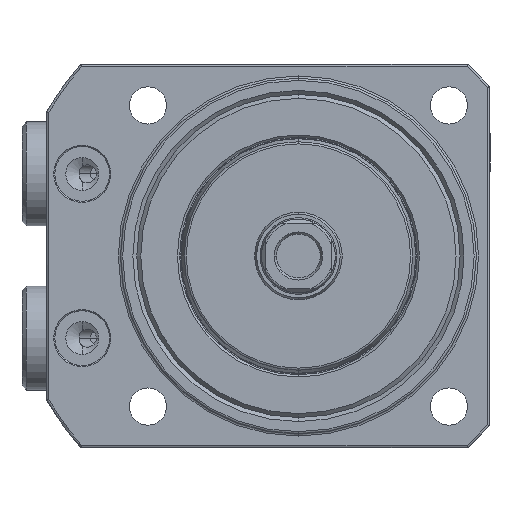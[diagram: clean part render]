
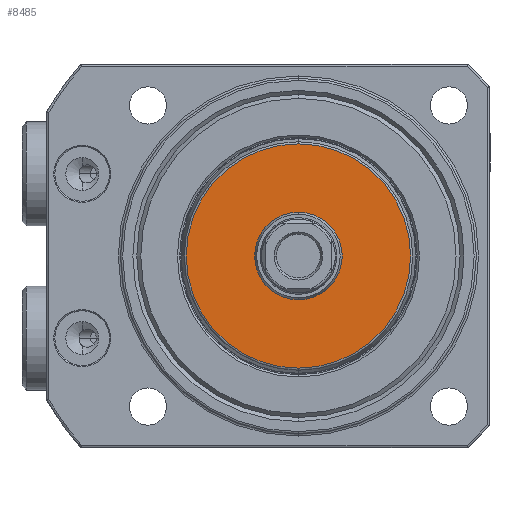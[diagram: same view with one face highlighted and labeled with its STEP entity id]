
A CAD part, front view. The second image highlights one B-rep face of the part: STEP entity #8485.
In plain terms, the highlighted planar face has unit normal (0, -1, 0).
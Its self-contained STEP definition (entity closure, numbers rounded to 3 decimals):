
#83 = VERTEX_POINT ( 'NONE', #1870 ) ;
#84 = VERTEX_POINT ( 'NONE', #1871 ) ;
#89 = VERTEX_POINT ( 'NONE', #1876 ) ;
#144 = ORIENTED_EDGE ( 'NONE', *, *, #8388, .T. ) ;
#197 = ORIENTED_EDGE ( 'NONE', *, *, #8330, .T. ) ;
#199 = ORIENTED_EDGE ( 'NONE', *, *, #8331, .T. ) ;
#200 = ORIENTED_EDGE ( 'NONE', *, *, #8374, .T. ) ;
#232 = VERTEX_POINT ( 'NONE', #1877 ) ;
#1498 = EDGE_LOOP ( 'NONE', ( #199, #200 ) ) ;
#1502 = EDGE_LOOP ( 'NONE', ( #197, #144 ) ) ;
#1870 = CARTESIAN_POINT ( 'NONE',  ( 0., 0., 20.492 ) ) ;
#1871 = CARTESIAN_POINT ( 'NONE',  ( 0., 0., -20.492 ) ) ;
#1876 = CARTESIAN_POINT ( 'NONE',  ( 0., 0., 8. ) ) ;
#1877 = CARTESIAN_POINT ( 'NONE',  ( 0., 0., -8. ) ) ;
#2389 = AXIS2_PLACEMENT_3D ( 'NONE', #9066, #9067, #9068 ) ;
#2391 = FACE_OUTER_BOUND ( 'NONE', #1502, .T. ) ;
#2394 = FACE_BOUND ( 'NONE', #1498, .T. ) ;
#2557 = AXIS2_PLACEMENT_3D ( 'NONE', #8673, #8677, #8678 ) ;
#2570 = AXIS2_PLACEMENT_3D ( 'NONE', #3933, #8635, #8636 ) ;
#2609 = AXIS2_PLACEMENT_3D ( 'NONE', #3789, #3790, #3791 ) ;
#2611 = AXIS2_PLACEMENT_3D ( 'NONE', #3783, #3787, #3788 ) ;
#3783 = CARTESIAN_POINT ( 'NONE',  ( 0., 0., 0. ) ) ;
#3787 = DIRECTION ( 'NONE',  ( 0., -1., 0. ) ) ;
#3788 = DIRECTION ( 'NONE',  ( 0., 0., 1. ) ) ;
#3789 = CARTESIAN_POINT ( 'NONE',  ( 0., 0., 0. ) ) ;
#3790 = DIRECTION ( 'NONE',  ( 0., 1., 0. ) ) ;
#3791 = DIRECTION ( 'NONE',  ( 0., 0., 1. ) ) ;
#3933 = CARTESIAN_POINT ( 'NONE',  ( 0., 0., 0. ) ) ;
#7599 = CIRCLE ( 'NONE', #2557, 20.492 ) ;
#7880 = CIRCLE ( 'NONE', #2611, 20.492 ) ;
#7881 = CIRCLE ( 'NONE', #2609, 8. ) ;
#7904 = CIRCLE ( 'NONE', #2570, 8. ) ;
#8330 = EDGE_CURVE ( 'NONE', #83, #84, #7880, .T. ) ;
#8331 = EDGE_CURVE ( 'NONE', #89, #232, #7881, .T. ) ;
#8374 = EDGE_CURVE ( 'NONE', #232, #89, #7904, .T. ) ;
#8388 = EDGE_CURVE ( 'NONE', #84, #83, #7599, .T. ) ;
#8485 = ADVANCED_FACE ( 'NONE', ( #2394, #2391 ), #9065, .F. ) ;
#8635 = DIRECTION ( 'NONE',  ( 0., 1., 0. ) ) ;
#8636 = DIRECTION ( 'NONE',  ( 0., 0., 1. ) ) ;
#8673 = CARTESIAN_POINT ( 'NONE',  ( 0., 0., 0. ) ) ;
#8677 = DIRECTION ( 'NONE',  ( 0., -1., 0. ) ) ;
#8678 = DIRECTION ( 'NONE',  ( 0., 0., 1. ) ) ;
#9065 = PLANE ( 'NONE',  #2389 ) ;
#9066 = CARTESIAN_POINT ( 'NONE',  ( 20.772, 0., 0. ) ) ;
#9067 = DIRECTION ( 'NONE',  ( 0., 1., 0. ) ) ;
#9068 = DIRECTION ( 'NONE',  ( 0., 0., 1. ) ) ;
